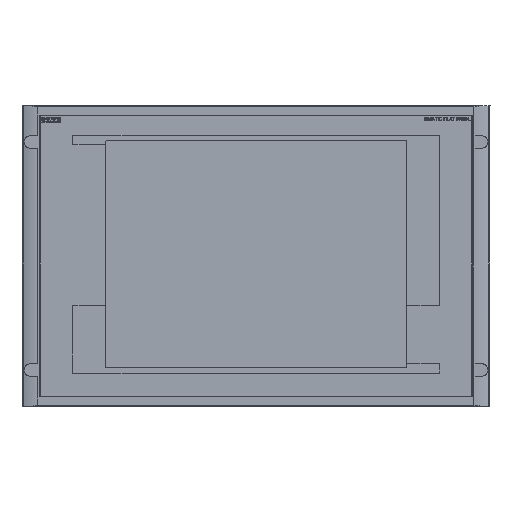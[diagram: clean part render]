
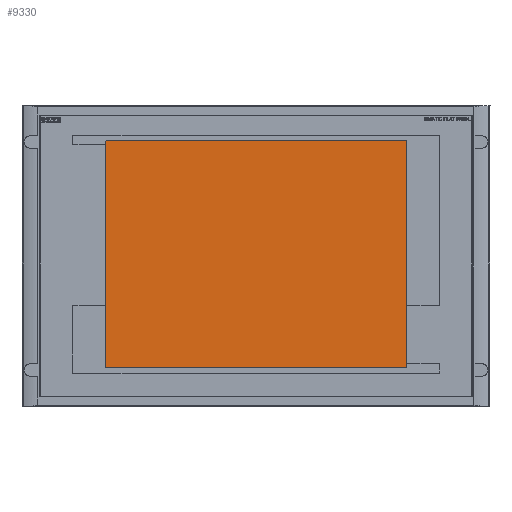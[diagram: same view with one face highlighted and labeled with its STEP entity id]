
A CAD part, top view. The second image highlights one B-rep face of the part: STEP entity #9330.
In plain terms, the highlighted planar face has unit normal (0, 0, 1).
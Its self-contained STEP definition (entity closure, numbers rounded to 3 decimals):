
#6054=B_SPLINE_CURVE_WITH_KNOTS('',3,(#71709,#71710,#71711,#71712,#71713,
#71714,#71715),.UNSPECIFIED.,.F.,.F.,(4,1,1,1,4),(0.,0.25,0.5,0.75,1.),
 .UNSPECIFIED.);
#6057=B_SPLINE_CURVE_WITH_KNOTS('',3,(#71731,#71732,#71733,#71734,#71735,
#71736,#71737),.UNSPECIFIED.,.F.,.F.,(4,1,1,1,4),(0.,0.25,0.5,0.75,1.),
 .UNSPECIFIED.);
#6064=B_SPLINE_CURVE_WITH_KNOTS('',3,(#71790,#71791,#71792,#71793,#71794,
#71795,#71796),.UNSPECIFIED.,.F.,.F.,(4,1,1,1,4),(0.,0.25,0.5,0.75,1.),
 .UNSPECIFIED.);
#6065=B_SPLINE_CURVE_WITH_KNOTS('',3,(#71800,#71801,#71802,#71803,#71804,
#71805,#71806),.UNSPECIFIED.,.F.,.F.,(4,1,1,1,4),(0.,0.25,0.5,0.75,1.),
 .UNSPECIFIED.);
#6913=FACE_OUTER_BOUND('',#14683,.T.);
#9330=ADVANCED_FACE('',(#6913),#11719,.F.);
#11719=PLANE('',#53951);
#14683=EDGE_LOOP('',(#20174,#20175,#20176,#20177,#20178,#20179,#20180,#20181));
#20174=ORIENTED_EDGE('',*,*,#35777,.T.);
#20175=ORIENTED_EDGE('',*,*,#35769,.T.);
#20176=ORIENTED_EDGE('',*,*,#35751,.T.);
#20177=ORIENTED_EDGE('',*,*,#35778,.T.);
#20178=ORIENTED_EDGE('',*,*,#35779,.T.);
#20179=ORIENTED_EDGE('',*,*,#35780,.T.);
#20180=ORIENTED_EDGE('',*,*,#35760,.T.);
#20181=ORIENTED_EDGE('',*,*,#35767,.T.);
#30770=VERTEX_POINT('',#71656);
#30774=VERTEX_POINT('',#71663);
#30775=VERTEX_POINT('',#71667);
#30782=VERTEX_POINT('',#71687);
#30788=VERTEX_POINT('',#71708);
#30790=VERTEX_POINT('',#71738);
#30794=VERTEX_POINT('',#71797);
#30795=VERTEX_POINT('',#71799);
#35751=EDGE_CURVE('',#30770,#30774,#42151,.T.);
#35760=EDGE_CURVE('',#30775,#30782,#42158,.T.);
#35767=EDGE_CURVE('',#30782,#30788,#6054,.T.);
#35769=EDGE_CURVE('',#30790,#30770,#6057,.T.);
#35777=EDGE_CURVE('',#30788,#30790,#42168,.T.);
#35778=EDGE_CURVE('',#30774,#30794,#6064,.T.);
#35779=EDGE_CURVE('',#30794,#30795,#42169,.T.);
#35780=EDGE_CURVE('',#30795,#30775,#6065,.T.);
#42151=LINE('',#71664,#48474);
#42158=LINE('',#71688,#48481);
#42168=LINE('',#71789,#48495);
#42169=LINE('',#71798,#48496);
#48474=VECTOR('',#59066,1.);
#48481=VECTOR('',#59075,1.);
#48495=VECTOR('',#59095,1.);
#48496=VECTOR('',#59096,1.);
#53951=AXIS2_PLACEMENT_3D('',#71807,#59097,#59098);
#59066=DIRECTION('',(1.,0.,0.));
#59075=DIRECTION('',(-1.,0.,0.));
#59095=DIRECTION('',(0.,-1.,0.));
#59096=DIRECTION('',(0.,1.,0.));
#59097=DIRECTION('',(0.,0.,-1.));
#59098=DIRECTION('',(-1.,0.,0.));
#71656=CARTESIAN_POINT('',(-129.3,-114.2,13.7));
#71663=CARTESIAN_POINT('',(179.3,-114.2,13.7));
#71664=CARTESIAN_POINT('',(-129.3,-114.2,13.7));
#71667=CARTESIAN_POINT('',(179.3,119.4,13.7));
#71687=CARTESIAN_POINT('',(-129.3,119.4,13.7));
#71688=CARTESIAN_POINT('',(179.3,119.4,13.7));
#71708=CARTESIAN_POINT('',(-130.3,118.4,13.7));
#71709=CARTESIAN_POINT('',(-129.3,119.4,13.7));
#71710=CARTESIAN_POINT('',(-129.431,119.401,13.7));
#71711=CARTESIAN_POINT('',(-129.692,119.347,13.7));
#71712=CARTESIAN_POINT('',(-130.026,119.126,13.7));
#71713=CARTESIAN_POINT('',(-130.247,118.792,13.7));
#71714=CARTESIAN_POINT('',(-130.301,118.531,13.7));
#71715=CARTESIAN_POINT('',(-130.3,118.4,13.7));
#71731=CARTESIAN_POINT('',(-130.3,-113.2,13.7));
#71732=CARTESIAN_POINT('',(-130.301,-113.331,13.7));
#71733=CARTESIAN_POINT('',(-130.247,-113.592,13.7));
#71734=CARTESIAN_POINT('',(-130.026,-113.926,13.7));
#71735=CARTESIAN_POINT('',(-129.692,-114.147,13.7));
#71736=CARTESIAN_POINT('',(-129.431,-114.201,13.7));
#71737=CARTESIAN_POINT('',(-129.3,-114.2,13.7));
#71738=CARTESIAN_POINT('',(-130.3,-113.2,13.7));
#71789=CARTESIAN_POINT('',(-130.3,118.4,13.7));
#71790=CARTESIAN_POINT('',(179.3,-114.2,13.7));
#71791=CARTESIAN_POINT('',(179.431,-114.201,13.7));
#71792=CARTESIAN_POINT('',(179.692,-114.147,13.7));
#71793=CARTESIAN_POINT('',(180.026,-113.926,13.7));
#71794=CARTESIAN_POINT('',(180.247,-113.592,13.7));
#71795=CARTESIAN_POINT('',(180.301,-113.331,13.7));
#71796=CARTESIAN_POINT('',(180.3,-113.2,13.7));
#71797=CARTESIAN_POINT('',(180.3,-113.2,13.7));
#71798=CARTESIAN_POINT('',(180.3,-113.2,13.7));
#71799=CARTESIAN_POINT('',(180.3,118.4,13.7));
#71800=CARTESIAN_POINT('',(180.3,118.4,13.7));
#71801=CARTESIAN_POINT('',(180.301,118.531,13.7));
#71802=CARTESIAN_POINT('',(180.247,118.792,13.7));
#71803=CARTESIAN_POINT('',(180.026,119.126,13.7));
#71804=CARTESIAN_POINT('',(179.692,119.347,13.7));
#71805=CARTESIAN_POINT('',(179.431,119.401,13.7));
#71806=CARTESIAN_POINT('',(179.3,119.4,13.7));
#71807=CARTESIAN_POINT('',(-130.007,-113.907,13.7));
